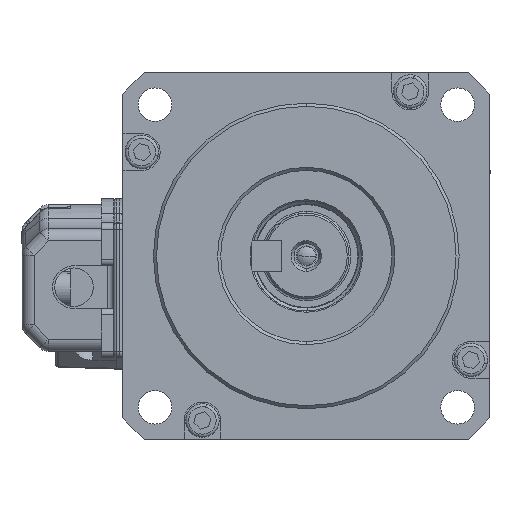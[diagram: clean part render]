
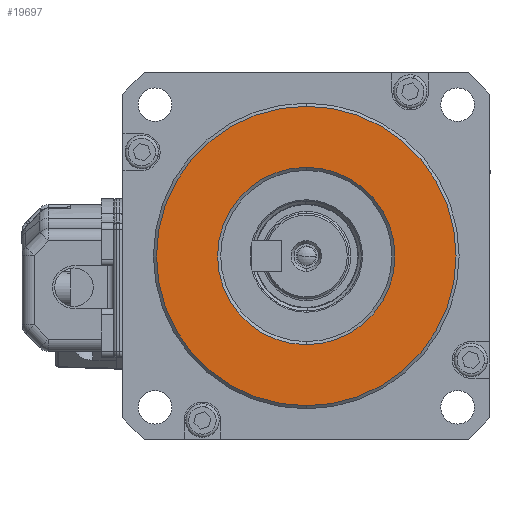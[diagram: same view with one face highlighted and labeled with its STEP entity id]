
A CAD part, front view. The second image highlights one B-rep face of the part: STEP entity #19697.
In plain terms, the highlighted planar face has unit normal (0, -1, 0).
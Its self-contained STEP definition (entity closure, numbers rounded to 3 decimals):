
#330 = EDGE_LOOP ( 'NONE', ( #27506, #27616 ) ) ;
#1290 = DIRECTION ( 'NONE',  ( 0., 1., 0. ) ) ;
#1842 = AXIS2_PLACEMENT_3D ( 'NONE', #14161, #1290, #16328 ) ;
#2242 = VERTEX_POINT ( 'NONE', #27893 ) ;
#3650 = EDGE_LOOP ( 'NONE', ( #9917, #15166 ) ) ;
#4382 = EDGE_CURVE ( 'NONE', #18362, #15115, #15061, .T. ) ;
#5388 = CIRCLE ( 'NONE', #27831, 14.5 ) ;
#6672 = CARTESIAN_POINT ( 'NONE',  ( -60., -7.385, -0.815 ) ) ;
#8743 = CARTESIAN_POINT ( 'NONE',  ( -60., -7.385, -15.315 ) ) ;
#8766 = CARTESIAN_POINT ( 'NONE',  ( -60., -7.385, 9.185 ) ) ;
#8848 = FACE_OUTER_BOUND ( 'NONE', #3650, .T. ) ;
#9044 = CARTESIAN_POINT ( 'NONE',  ( -60., -7.385, -15.315 ) ) ;
#9522 = FACE_BOUND ( 'NONE', #330, .T. ) ;
#9917 = ORIENTED_EDGE ( 'NONE', *, *, #4382, .T. ) ;
#10531 = AXIS2_PLACEMENT_3D ( 'NONE', #8743, #23858, #10905 ) ;
#10655 = EDGE_CURVE ( 'NONE', #2242, #20097, #15212, .T. ) ;
#10905 = DIRECTION ( 'NONE',  ( 0., 0., -1. ) ) ;
#11205 = DIRECTION ( 'NONE',  ( 0., 0., -1. ) ) ;
#11590 = DIRECTION ( 'NONE',  ( 0., 0., -1. ) ) ;
#12293 = CARTESIAN_POINT ( 'NONE',  ( -60., -7.385, -15.315 ) ) ;
#13479 = CARTESIAN_POINT ( 'NONE',  ( -60., -7.385, -39.815 ) ) ;
#13682 = PLANE ( 'NONE',  #26463 ) ;
#13922 = AXIS2_PLACEMENT_3D ( 'NONE', #9044, #24163, #11205 ) ;
#14161 = CARTESIAN_POINT ( 'NONE',  ( -60., -7.385, -15.315 ) ) ;
#14462 = DIRECTION ( 'NONE',  ( 0., 0., -1. ) ) ;
#15061 = CIRCLE ( 'NONE', #10531, 24.5 ) ;
#15115 = VERTEX_POINT ( 'NONE', #13479 ) ;
#15166 = ORIENTED_EDGE ( 'NONE', *, *, #17868, .T. ) ;
#15212 = CIRCLE ( 'NONE', #1842, 14.5 ) ;
#16328 = DIRECTION ( 'NONE',  ( 0., 0., -1. ) ) ;
#17868 = EDGE_CURVE ( 'NONE', #15115, #18362, #25154, .T. ) ;
#18362 = VERTEX_POINT ( 'NONE', #8766 ) ;
#19697 = ADVANCED_FACE ( 'NONE', ( #9522, #8848 ), #13682, .T. ) ;
#20097 = VERTEX_POINT ( 'NONE', #6672 ) ;
#20212 = CARTESIAN_POINT ( 'NONE',  ( -35., -7.385, -15.315 ) ) ;
#23858 = DIRECTION ( 'NONE',  ( 0., -1., 0. ) ) ;
#24163 = DIRECTION ( 'NONE',  ( 0., -1., 0. ) ) ;
#24545 = DIRECTION ( 'NONE',  ( 0., -1., 0. ) ) ;
#25154 = CIRCLE ( 'NONE', #13922, 24.5 ) ;
#26057 = EDGE_CURVE ( 'NONE', #20097, #2242, #5388, .T. ) ;
#26463 = AXIS2_PLACEMENT_3D ( 'NONE', #20212, #24545, #11590 ) ;
#27396 = DIRECTION ( 'NONE',  ( 0., 1., 0. ) ) ;
#27506 = ORIENTED_EDGE ( 'NONE', *, *, #10655, .T. ) ;
#27616 = ORIENTED_EDGE ( 'NONE', *, *, #26057, .T. ) ;
#27831 = AXIS2_PLACEMENT_3D ( 'NONE', #12293, #27396, #14462 ) ;
#27893 = CARTESIAN_POINT ( 'NONE',  ( -60., -7.385, -29.815 ) ) ;
